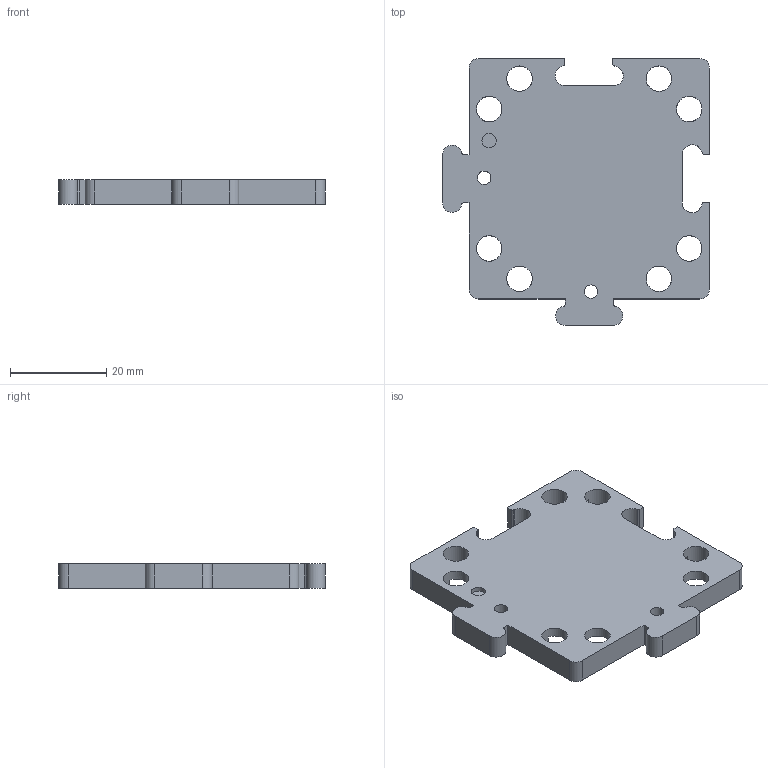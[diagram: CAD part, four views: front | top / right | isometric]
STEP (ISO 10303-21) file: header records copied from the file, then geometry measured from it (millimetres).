
FILE_DESCRIPTION(/* description */ (''),/* implementation_level */ '2;1');
FILE_NAME(/* name */ '20_Cube_Insert_Peltier_Element.ipt.step',/* time_stamp */ '2022-11-29T08:08:01+01:00',/* author */ ('diederichbenedict'),/* organization */ (''),/* preprocessor_version */ 'ST-DEVELOPER v18.1',/* originating_system */ 'Autodesk Inventor 2022',/* authorisation */ '');
FILE_SCHEMA (('AUTOMOTIVE_DESIGN { 1 0 10303 214 3 1 1 }'));
Length unit declared in the file: millimetre
Products named in the file (1): 10_Base_puzzle_v3
Bounding box: 55.5 x 55.5 x 5 mm (x, y, z)
Volume: 6721.5 mm3; surface area: 6697.6 mm2
Topology: 1 solids, 1 shells, 72 faces, 230 edges, 153 vertices
Faces by surface type: plane 41, cylinder 31
Full cylindrical faces by diameter (mm): 2.8 x2, 3 x1, 5.3 x8
Entity records: 2828 total; most frequent: CARTESIAN_POINT 518, DIRECTION 483, ORIENTED_EDGE 460, EDGE_CURVE 230, AXIS2_PLACEMENT_3D 167, VERTEX_POINT 153, LINE 149, VECTOR 149
